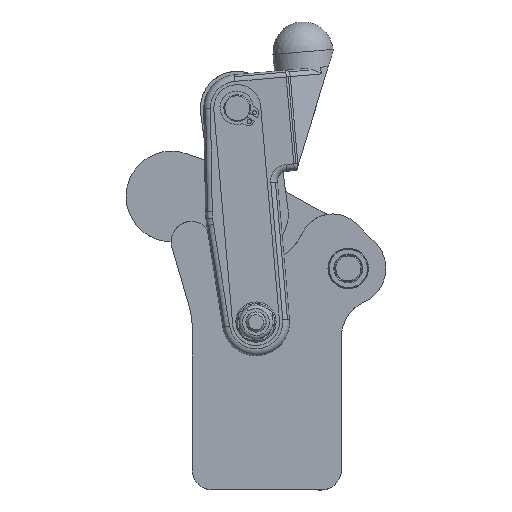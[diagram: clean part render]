
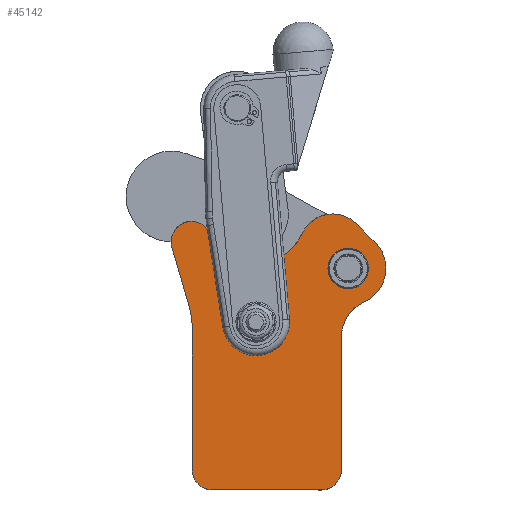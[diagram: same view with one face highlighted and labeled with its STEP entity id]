
A CAD part, top view. The second image highlights one B-rep face of the part: STEP entity #45142.
In plain terms, the highlighted planar face has unit normal (0, 0, 1).
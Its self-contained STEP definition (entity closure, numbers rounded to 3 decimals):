
#209=CARTESIAN_POINT('',(56.801,291.562,-7.379));
#210=VERTEX_POINT('',#209);
#219=CARTESIAN_POINT('',(68.901,291.562,-7.379));
#220=VERTEX_POINT('',#219);
#221=CARTESIAN_POINT('',(62.851,291.562,-7.379));
#222=DIRECTION('',(0.0,0.0,-1.0));
#223=DIRECTION('',(-1.0,0.0,0.0));
#224=AXIS2_PLACEMENT_3D('',#221,#222,#223);
#225=CIRCLE('',#224,6.05);
#226=EDGE_CURVE('',#220,#210,#225,.T.);
#42386=CARTESIAN_POINT('',(22.079,295.431,-7.379));
#42387=VERTEX_POINT('',#42386);
#42412=CARTESIAN_POINT('',(26.629,295.829,-7.379));
#42413=VERTEX_POINT('',#42412);
#42420=CARTESIAN_POINT('',(22.079,295.431,-7.379));
#42421=DIRECTION('',(0.996,0.087,0.));
#42422=VECTOR('',#42421,4.567);
#42423=LINE('',#42420,#42422);
#42424=EDGE_CURVE('',#42387,#42413,#42423,.T.);
#44015=CARTESIAN_POINT('',(45.313,276.434,-7.379));
#44016=VERTEX_POINT('',#44015);
#44023=CARTESIAN_POINT('',(43.641,295.536,-7.379));
#44024=VERTEX_POINT('',#44023);
#44025=CARTESIAN_POINT('',(43.641,295.536,-7.379));
#44026=DIRECTION('',(0.087,-0.996,0.));
#44027=VECTOR('',#44026,19.175);
#44028=LINE('',#44025,#44027);
#44029=EDGE_CURVE('',#44024,#44016,#44028,.T.);
#44544=CARTESIAN_POINT('',(25.474,273.998,-7.379));
#44545=VERTEX_POINT('',#44544);
#44552=CARTESIAN_POINT('',(35.351,275.562,-7.379));
#44553=DIRECTION('',(0.,0.,-1.0));
#44554=DIRECTION('',(-0.988,-0.156,0.));
#44555=AXIS2_PLACEMENT_3D('',#44552,#44553,#44554);
#44556=CIRCLE('',#44555,10.);
#44557=EDGE_CURVE('',#44016,#44545,#44556,.T.);
#44577=CARTESIAN_POINT('',(25.474,273.998,-7.379));
#44578=DIRECTION('',(-0.156,0.988,0.));
#44579=VECTOR('',#44578,21.7);
#44580=LINE('',#44577,#44579);
#44581=EDGE_CURVE('',#44545,#42387,#44580,.T.);
#44639=CARTESIAN_POINT('',(62.851,291.562,-7.379));
#44640=DIRECTION('',(0.0,0.0,-1.0));
#44641=DIRECTION('',(-1.0,0.0,0.0));
#44642=AXIS2_PLACEMENT_3D('',#44639,#44640,#44641);
#44643=CIRCLE('',#44642,6.05);
#44644=EDGE_CURVE('',#210,#220,#44643,.T.);
#44654=CARTESIAN_POINT('',(16.351,273.562,-7.379));
#44655=VERTEX_POINT('',#44654);
#44656=CARTESIAN_POINT('',(15.615,279.673,-7.379));
#44657=VERTEX_POINT('',#44656);
#44658=CARTESIAN_POINT('',(-9.383,273.562,-7.379));
#44659=DIRECTION('',(0.0,0.0,1.0));
#44660=DIRECTION('',(-1.0,0.0,0.0));
#44661=AXIS2_PLACEMENT_3D('',#44658,#44659,#44660);
#44662=CIRCLE('',#44661,25.734);
#44663=EDGE_CURVE('',#44655,#44657,#44662,.T.);
#44696=CARTESIAN_POINT('',(10.304,297.882,-7.379));
#44697=VERTEX_POINT('',#44696);
#44698=CARTESIAN_POINT('',(15.615,279.673,-7.379));
#44699=DIRECTION('',(-0.28,0.96,0.));
#44700=VECTOR('',#44699,18.967);
#44701=LINE('',#44698,#44700);
#44702=EDGE_CURVE('',#44657,#44697,#44701,.T.);
#44727=CARTESIAN_POINT('',(21.54,302.013,-7.379));
#44728=VERTEX_POINT('',#44727);
#44729=CARTESIAN_POINT('',(16.064,299.562,-7.379));
#44730=DIRECTION('',(0.,0.,-1.0));
#44731=DIRECTION('',(0.913,0.408,0.));
#44732=AXIS2_PLACEMENT_3D('',#44729,#44730,#44731);
#44733=CIRCLE('',#44732,6.);
#44734=EDGE_CURVE('',#44697,#44728,#44733,.T.);
#44759=CARTESIAN_POINT('',(35.351,308.192,-7.379));
#44760=DIRECTION('',(0.,0.,1.0));
#44761=DIRECTION('',(0.913,0.408,0.));
#44762=AXIS2_PLACEMENT_3D('',#44759,#44760,#44761);
#44763=CIRCLE('',#44762,15.13);
#44764=EDGE_CURVE('',#44728,#42413,#44763,.T.);
#44767=CARTESIAN_POINT('',(49.128,301.939,-7.379));
#44768=VERTEX_POINT('',#44767);
#44769=CARTESIAN_POINT('',(35.351,308.192,-7.379));
#44770=DIRECTION('',(0.,0.,1.0));
#44771=DIRECTION('',(0.913,0.408,0.));
#44772=AXIS2_PLACEMENT_3D('',#44769,#44770,#44771);
#44773=CIRCLE('',#44772,15.13);
#44774=EDGE_CURVE('',#44024,#44768,#44773,.T.);
#44800=CARTESIAN_POINT('',(65.305,304.877,-7.379));
#44801=VERTEX_POINT('',#44800);
#44802=CARTESIAN_POINT('',(58.234,297.806,-7.379));
#44803=DIRECTION('',(0.,0.,-1.0));
#44804=DIRECTION('',(0.707,0.707,0.));
#44805=AXIS2_PLACEMENT_3D('',#44802,#44803,#44804);
#44806=CIRCLE('',#44805,10.0);
#44807=EDGE_CURVE('',#44768,#44801,#44806,.T.);
#44834=CARTESIAN_POINT('',(70.842,299.34,-7.379));
#44835=VERTEX_POINT('',#44834);
#44836=CARTESIAN_POINT('',(65.305,304.877,-7.379));
#44837=DIRECTION('',(0.707,-0.707,0.));
#44838=VECTOR('',#44837,7.83);
#44839=LINE('',#44836,#44838);
#44840=EDGE_CURVE('',#44801,#44835,#44839,.T.);
#44865=CARTESIAN_POINT('',(67.457,281.478,-7.379));
#44866=VERTEX_POINT('',#44865);
#44867=CARTESIAN_POINT('',(63.064,291.562,-7.379));
#44868=DIRECTION('',(0.,0.,-1.));
#44869=DIRECTION('',(0.399,-0.917,0.));
#44870=AXIS2_PLACEMENT_3D('',#44867,#44868,#44869);
#44871=CIRCLE('',#44870,11.);
#44872=EDGE_CURVE('',#44835,#44866,#44871,.T.);
#44898=CARTESIAN_POINT('',(60.851,271.393,-7.379));
#44899=VERTEX_POINT('',#44898);
#44900=CARTESIAN_POINT('',(71.851,271.393,-7.379));
#44901=DIRECTION('',(0.,0.,1.));
#44902=DIRECTION('',(0.399,-0.917,0.));
#44903=AXIS2_PLACEMENT_3D('',#44900,#44901,#44902);
#44904=CIRCLE('',#44903,11.0);
#44905=EDGE_CURVE('',#44866,#44899,#44904,.T.);
#44931=CARTESIAN_POINT('',(60.851,231.562,-7.379));
#44932=VERTEX_POINT('',#44931);
#44933=CARTESIAN_POINT('',(60.851,271.393,-7.379));
#44934=DIRECTION('',(0.0,-1.0,0.0));
#44935=VECTOR('',#44934,39.831);
#44936=LINE('',#44933,#44935);
#44937=EDGE_CURVE('',#44899,#44932,#44936,.T.);
#44962=CARTESIAN_POINT('',(54.851,225.562,-7.379));
#44963=VERTEX_POINT('',#44962);
#44964=CARTESIAN_POINT('',(54.851,231.562,-7.379));
#44965=DIRECTION('',(0.0,0.0,-1.0));
#44966=DIRECTION('',(0.0,-1.0,0.0));
#44967=AXIS2_PLACEMENT_3D('',#44964,#44965,#44966);
#44968=CIRCLE('',#44967,6.);
#44969=EDGE_CURVE('',#44932,#44963,#44968,.T.);
#44995=CARTESIAN_POINT('',(22.351,225.562,-7.379));
#44996=VERTEX_POINT('',#44995);
#44997=CARTESIAN_POINT('',(54.851,225.562,-7.379));
#44998=DIRECTION('',(-1.0,0.0,0.0));
#44999=VECTOR('',#44998,32.5);
#45000=LINE('',#44997,#44999);
#45001=EDGE_CURVE('',#44963,#44996,#45000,.T.);
#45026=CARTESIAN_POINT('',(16.351,231.562,-7.379));
#45027=VERTEX_POINT('',#45026);
#45028=CARTESIAN_POINT('',(22.351,231.562,-7.379));
#45029=DIRECTION('',(0.0,0.0,-1.0));
#45030=DIRECTION('',(-1.0,0.0,0.0));
#45031=AXIS2_PLACEMENT_3D('',#45028,#45029,#45030);
#45032=CIRCLE('',#45031,6.);
#45033=EDGE_CURVE('',#44996,#45027,#45032,.T.);
#45059=CARTESIAN_POINT('',(16.351,231.562,-7.379));
#45060=DIRECTION('',(0.0,1.0,0.0));
#45061=VECTOR('',#45060,42.);
#45062=LINE('',#45059,#45061);
#45063=EDGE_CURVE('',#45027,#44655,#45062,.T.);
#45113=CARTESIAN_POINT('',(40.044,268.789,-7.379));
#45114=DIRECTION('',(0.0,0.0,1.0));
#45115=DIRECTION('',(1.0,0.0,0.0));
#45116=AXIS2_PLACEMENT_3D('',#45113,#45114,#45115);
#45117=PLANE('',#45116);
#45118=ORIENTED_EDGE('',*,*,#42424,.T.);
#45119=ORIENTED_EDGE('',*,*,#44764,.F.);
#45120=ORIENTED_EDGE('',*,*,#44734,.F.);
#45121=ORIENTED_EDGE('',*,*,#44702,.F.);
#45122=ORIENTED_EDGE('',*,*,#44663,.F.);
#45123=ORIENTED_EDGE('',*,*,#45063,.F.);
#45124=ORIENTED_EDGE('',*,*,#45033,.F.);
#45125=ORIENTED_EDGE('',*,*,#45001,.F.);
#45126=ORIENTED_EDGE('',*,*,#44969,.F.);
#45127=ORIENTED_EDGE('',*,*,#44937,.F.);
#45128=ORIENTED_EDGE('',*,*,#44905,.F.);
#45129=ORIENTED_EDGE('',*,*,#44872,.F.);
#45130=ORIENTED_EDGE('',*,*,#44840,.F.);
#45131=ORIENTED_EDGE('',*,*,#44807,.F.);
#45132=ORIENTED_EDGE('',*,*,#44774,.F.);
#45133=ORIENTED_EDGE('',*,*,#44029,.T.);
#45134=ORIENTED_EDGE('',*,*,#44557,.T.);
#45135=ORIENTED_EDGE('',*,*,#44581,.T.);
#45136=EDGE_LOOP('',(#45118,#45119,#45120,#45121,#45122,#45123,#45124,#45125,#45126,#45127,#45128,#45129,#45130,#45131,#45132,#45133,#45134,#45135));
#45137=FACE_OUTER_BOUND('',#45136,.T.);
#45138=ORIENTED_EDGE('',*,*,#226,.T.);
#45139=ORIENTED_EDGE('',*,*,#44644,.T.);
#45140=EDGE_LOOP('',(#45138,#45139));
#45141=FACE_BOUND('',#45140,.T.);
#45142=ADVANCED_FACE('',(#45137,#45141),#45117,.T.);
